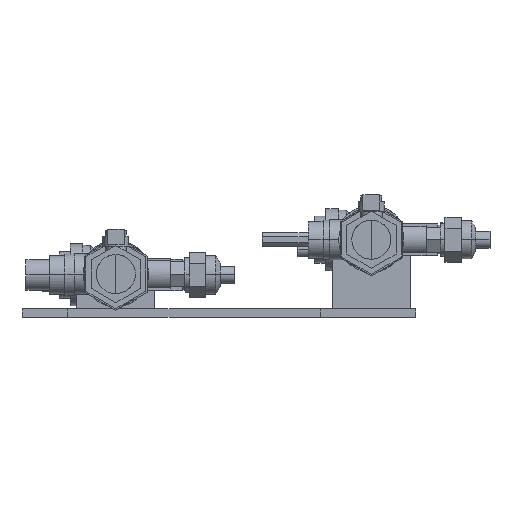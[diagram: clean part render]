
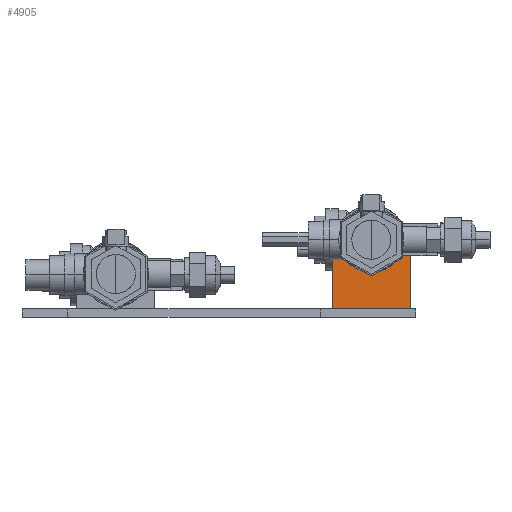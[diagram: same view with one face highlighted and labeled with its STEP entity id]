
A CAD part, left-side view. The second image highlights one B-rep face of the part: STEP entity #4905.
In plain terms, the highlighted planar face has unit normal (-1, 0, 0).
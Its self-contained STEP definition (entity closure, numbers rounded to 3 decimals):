
#4287=CARTESIAN_POINT('Vertex',(14.5,-166.,6.5)) ;
#4299=CARTESIAN_POINT('Vertex',(14.5,-226.,6.5)) ;
#4303=CARTESIAN_POINT('Control Point',(14.5,-166.,6.5)) ;
#4304=CARTESIAN_POINT('Control Point',(14.5,-226.,6.5)) ;
#4351=CARTESIAN_POINT('Vertex',(14.5,-226.,60.5)) ;
#4357=CARTESIAN_POINT('Control Point',(14.5,-226.,6.5)) ;
#4358=CARTESIAN_POINT('Control Point',(14.5,-226.,60.5)) ;
#4427=CARTESIAN_POINT('Control Point',(14.5,-226.,60.5)) ;
#4428=CARTESIAN_POINT('Control Point',(14.5,-225.873,60.5)) ;
#4429=CARTESIAN_POINT('Vertex',(14.5,-225.873,60.5)) ;
#4479=CARTESIAN_POINT('Vertex',(14.5,-216.,57.907)) ;
#4519=CARTESIAN_POINT('Vertex',(14.5,-216.,52.216)) ;
#4523=CARTESIAN_POINT('Control Point',(14.5,-216.,57.907)) ;
#4524=CARTESIAN_POINT('Control Point',(14.5,-216.,52.216)) ;
#4553=CARTESIAN_POINT('Vertex',(14.5,-204.284,40.5)) ;
#4557=CARTESIAN_POINT('Control Point',(14.5,-204.291,40.507)) ;
#4558=CARTESIAN_POINT('Control Point',(14.5,-204.284,40.5)) ;
#4559=CARTESIAN_POINT('Vertex',(14.5,-204.291,40.507)) ;
#4575=CARTESIAN_POINT('Control Point',(14.5,-216.,52.216)) ;
#4576=CARTESIAN_POINT('Control Point',(14.5,-205.6,41.816)) ;
#4577=CARTESIAN_POINT('Vertex',(14.5,-205.6,41.816)) ;
#4612=CARTESIAN_POINT('Vertex',(14.5,-187.716,40.5)) ;
#4616=CARTESIAN_POINT('Control Point',(14.5,-204.284,40.5)) ;
#4617=CARTESIAN_POINT('Control Point',(14.5,-187.716,40.5)) ;
#4642=CARTESIAN_POINT('Vertex',(14.5,-176.,52.216)) ;
#4646=CARTESIAN_POINT('Control Point',(14.5,-186.4,41.816)) ;
#4647=CARTESIAN_POINT('Control Point',(14.5,-176.,52.216)) ;
#4648=CARTESIAN_POINT('Vertex',(14.5,-186.4,41.816)) ;
#4664=CARTESIAN_POINT('Control Point',(14.5,-187.716,40.5)) ;
#4665=CARTESIAN_POINT('Control Point',(14.5,-187.709,40.507)) ;
#4666=CARTESIAN_POINT('Vertex',(14.5,-187.709,40.507)) ;
#4696=CARTESIAN_POINT('Vertex',(14.5,-176.,54.03)) ;
#4702=CARTESIAN_POINT('Control Point',(14.5,-176.,52.216)) ;
#4703=CARTESIAN_POINT('Control Point',(14.5,-176.,54.03)) ;
#4795=CARTESIAN_POINT('Control Point',(14.5,-166.,54.03)) ;
#4796=CARTESIAN_POINT('Control Point',(14.5,-166.,6.5)) ;
#4797=CARTESIAN_POINT('Vertex',(14.5,-166.,54.03)) ;
#4823=CARTESIAN_POINT('Axis2P3D Location',(14.5,30.,33.5)) ;
#4828=CARTESIAN_POINT('Line Origine',(14.5,-205.6,41.161)) ;
#4832=CARTESIAN_POINT('Vertex',(14.5,-205.6,40.507)) ;
#4835=CARTESIAN_POINT('Line Origine',(14.5,-204.946,40.507)) ;
#4840=CARTESIAN_POINT('Line Origine',(14.5,-187.054,40.507)) ;
#4844=CARTESIAN_POINT('Vertex',(14.5,-186.4,40.507)) ;
#4847=CARTESIAN_POINT('Line Origine',(14.5,-186.4,41.161)) ;
#4852=CARTESIAN_POINT('Line Origine',(14.5,-171.,54.03)) ;
#4857=CARTESIAN_POINT('Line Origine',(14.5,-225.873,57.254)) ;
#4861=CARTESIAN_POINT('Vertex',(14.5,-225.873,54.007)) ;
#4864=CARTESIAN_POINT('Line Origine',(14.5,-221.,54.007)) ;
#4868=CARTESIAN_POINT('Vertex',(14.5,-216.127,54.007)) ;
#4871=CARTESIAN_POINT('Line Origine',(14.5,-216.127,55.957)) ;
#4875=CARTESIAN_POINT('Vertex',(14.5,-216.127,57.907)) ;
#4878=CARTESIAN_POINT('Line Origine',(14.5,-216.063,57.907)) ;
#4830=VECTOR('Line Direction',#4829,1.) ;
#4837=VECTOR('Line Direction',#4836,1.) ;
#4842=VECTOR('Line Direction',#4841,1.) ;
#4849=VECTOR('Line Direction',#4848,1.) ;
#4854=VECTOR('Line Direction',#4853,1.) ;
#4859=VECTOR('Line Direction',#4858,1.) ;
#4866=VECTOR('Line Direction',#4865,1.) ;
#4873=VECTOR('Line Direction',#4872,1.) ;
#4880=VECTOR('Line Direction',#4879,1.) ;
#4824=DIRECTION('Axis2P3D Direction',(-1.,-0.,-0.)) ;
#4825=DIRECTION('Axis2P3D XDirection',(0.,0.,-1.)) ;
#4829=DIRECTION('Vector Direction',(0.,0.,1.)) ;
#4836=DIRECTION('Vector Direction',(0.,-1.,0.)) ;
#4841=DIRECTION('Vector Direction',(0.,-1.,0.)) ;
#4848=DIRECTION('Vector Direction',(0.,0.,-1.)) ;
#4853=DIRECTION('Vector Direction',(0.,1.,0.)) ;
#4858=DIRECTION('Vector Direction',(0.,0.,1.)) ;
#4865=DIRECTION('Vector Direction',(0.,-1.,0.)) ;
#4872=DIRECTION('Vector Direction',(0.,0.,1.)) ;
#4879=DIRECTION('Vector Direction',(0.,-1.,0.)) ;
#4826=AXIS2_PLACEMENT_3D('Plane Axis2P3D',#4823,#4824,#4825) ;
#4831=LINE('Line',#4828,#4830) ;
#4838=LINE('Line',#4835,#4837) ;
#4843=LINE('Line',#4840,#4842) ;
#4850=LINE('Line',#4847,#4849) ;
#4855=LINE('Line',#4852,#4854) ;
#4860=LINE('Line',#4857,#4859) ;
#4867=LINE('Line',#4864,#4866) ;
#4874=LINE('Line',#4871,#4873) ;
#4881=LINE('Line',#4878,#4880) ;
#4827=PLANE('',#4826) ;
#4305=EDGE_CURVE('',#4288,#4300,#4302,.T.) ;
#4359=EDGE_CURVE('',#4300,#4352,#4356,.T.) ;
#4431=EDGE_CURVE('',#4352,#4430,#4426,.T.) ;
#4525=EDGE_CURVE('',#4480,#4520,#4522,.T.) ;
#4561=EDGE_CURVE('',#4560,#4554,#4556,.T.) ;
#4579=EDGE_CURVE('',#4520,#4578,#4574,.T.) ;
#4618=EDGE_CURVE('',#4554,#4613,#4615,.T.) ;
#4650=EDGE_CURVE('',#4649,#4643,#4645,.T.) ;
#4668=EDGE_CURVE('',#4613,#4667,#4663,.T.) ;
#4704=EDGE_CURVE('',#4643,#4697,#4701,.T.) ;
#4799=EDGE_CURVE('',#4798,#4288,#4794,.T.) ;
#4834=EDGE_CURVE('',#4833,#4578,#4831,.T.) ;
#4839=EDGE_CURVE('',#4560,#4833,#4838,.T.) ;
#4846=EDGE_CURVE('',#4845,#4667,#4843,.T.) ;
#4851=EDGE_CURVE('',#4649,#4845,#4850,.T.) ;
#4856=EDGE_CURVE('',#4697,#4798,#4855,.T.) ;
#4863=EDGE_CURVE('',#4862,#4430,#4860,.T.) ;
#4870=EDGE_CURVE('',#4869,#4862,#4867,.T.) ;
#4877=EDGE_CURVE('',#4869,#4876,#4874,.T.) ;
#4882=EDGE_CURVE('',#4480,#4876,#4881,.T.) ;
#4884=ORIENTED_EDGE('',*,*,#4834,.F.) ;
#4885=ORIENTED_EDGE('',*,*,#4839,.F.) ;
#4886=ORIENTED_EDGE('',*,*,#4561,.T.) ;
#4887=ORIENTED_EDGE('',*,*,#4618,.T.) ;
#4888=ORIENTED_EDGE('',*,*,#4668,.T.) ;
#4889=ORIENTED_EDGE('',*,*,#4846,.F.) ;
#4890=ORIENTED_EDGE('',*,*,#4851,.F.) ;
#4891=ORIENTED_EDGE('',*,*,#4650,.T.) ;
#4892=ORIENTED_EDGE('',*,*,#4704,.T.) ;
#4893=ORIENTED_EDGE('',*,*,#4856,.T.) ;
#4894=ORIENTED_EDGE('',*,*,#4799,.T.) ;
#4895=ORIENTED_EDGE('',*,*,#4305,.T.) ;
#4896=ORIENTED_EDGE('',*,*,#4359,.T.) ;
#4897=ORIENTED_EDGE('',*,*,#4431,.T.) ;
#4898=ORIENTED_EDGE('',*,*,#4863,.F.) ;
#4899=ORIENTED_EDGE('',*,*,#4870,.F.) ;
#4900=ORIENTED_EDGE('',*,*,#4877,.T.) ;
#4901=ORIENTED_EDGE('',*,*,#4882,.F.) ;
#4902=ORIENTED_EDGE('',*,*,#4525,.T.) ;
#4903=ORIENTED_EDGE('',*,*,#4579,.T.) ;
#4883=EDGE_LOOP('',(#4884,#4885,#4886,#4887,#4888,#4889,#4890,#4891,#4892,#4893,#4894,#4895,#4896,#4897,#4898,#4899,#4900,#4901,#4902,#4903)) ;
#4288=VERTEX_POINT('',#4287) ;
#4300=VERTEX_POINT('',#4299) ;
#4352=VERTEX_POINT('',#4351) ;
#4430=VERTEX_POINT('',#4429) ;
#4480=VERTEX_POINT('',#4479) ;
#4520=VERTEX_POINT('',#4519) ;
#4554=VERTEX_POINT('',#4553) ;
#4560=VERTEX_POINT('',#4559) ;
#4578=VERTEX_POINT('',#4577) ;
#4613=VERTEX_POINT('',#4612) ;
#4643=VERTEX_POINT('',#4642) ;
#4649=VERTEX_POINT('',#4648) ;
#4667=VERTEX_POINT('',#4666) ;
#4697=VERTEX_POINT('',#4696) ;
#4798=VERTEX_POINT('',#4797) ;
#4833=VERTEX_POINT('',#4832) ;
#4845=VERTEX_POINT('',#4844) ;
#4862=VERTEX_POINT('',#4861) ;
#4869=VERTEX_POINT('',#4868) ;
#4876=VERTEX_POINT('',#4875) ;
#4905=ADVANCED_FACE('Solid1',(#4904),#4827,.T.) ;
#4302=B_SPLINE_CURVE_WITH_KNOTS('',1,(#4303,#4304),.UNSPECIFIED.,.F.,.U.,(2,2),(0.,60.),.UNSPECIFIED.) ;
#4356=B_SPLINE_CURVE_WITH_KNOTS('',1,(#4357,#4358),.UNSPECIFIED.,.F.,.U.,(2,2),(0.,54.),.UNSPECIFIED.) ;
#4426=B_SPLINE_CURVE_WITH_KNOTS('',1,(#4427,#4428),.UNSPECIFIED.,.F.,.U.,(2,2),(0.,0.127),.UNSPECIFIED.) ;
#4522=B_SPLINE_CURVE_WITH_KNOTS('',1,(#4523,#4524),.UNSPECIFIED.,.F.,.U.,(2,2),(2.593,8.284),.UNSPECIFIED.) ;
#4556=B_SPLINE_CURVE_WITH_KNOTS('',1,(#4557,#4558),.UNSPECIFIED.,.F.,.U.,(2,2),(16.558,16.569),.UNSPECIFIED.) ;
#4574=B_SPLINE_CURVE_WITH_KNOTS('',1,(#4575,#4576),.UNSPECIFIED.,.F.,.U.,(2,2),(0.,14.708),.UNSPECIFIED.) ;
#4615=B_SPLINE_CURVE_WITH_KNOTS('',1,(#4616,#4617),.UNSPECIFIED.,.F.,.U.,(2,2),(0.,16.569),.UNSPECIFIED.) ;
#4645=B_SPLINE_CURVE_WITH_KNOTS('',1,(#4646,#4647),.UNSPECIFIED.,.F.,.U.,(2,2),(1.861,16.569),.UNSPECIFIED.) ;
#4663=B_SPLINE_CURVE_WITH_KNOTS('',1,(#4664,#4665),.UNSPECIFIED.,.F.,.U.,(2,2),(0.,0.01),.UNSPECIFIED.) ;
#4701=B_SPLINE_CURVE_WITH_KNOTS('',1,(#4702,#4703),.UNSPECIFIED.,.F.,.U.,(2,2),(0.,1.814),.UNSPECIFIED.) ;
#4794=B_SPLINE_CURVE_WITH_KNOTS('',1,(#4795,#4796),.UNSPECIFIED.,.F.,.U.,(2,2),(6.47,54.),.UNSPECIFIED.) ;
#4904=FACE_OUTER_BOUND('',#4883,.T.) ;
